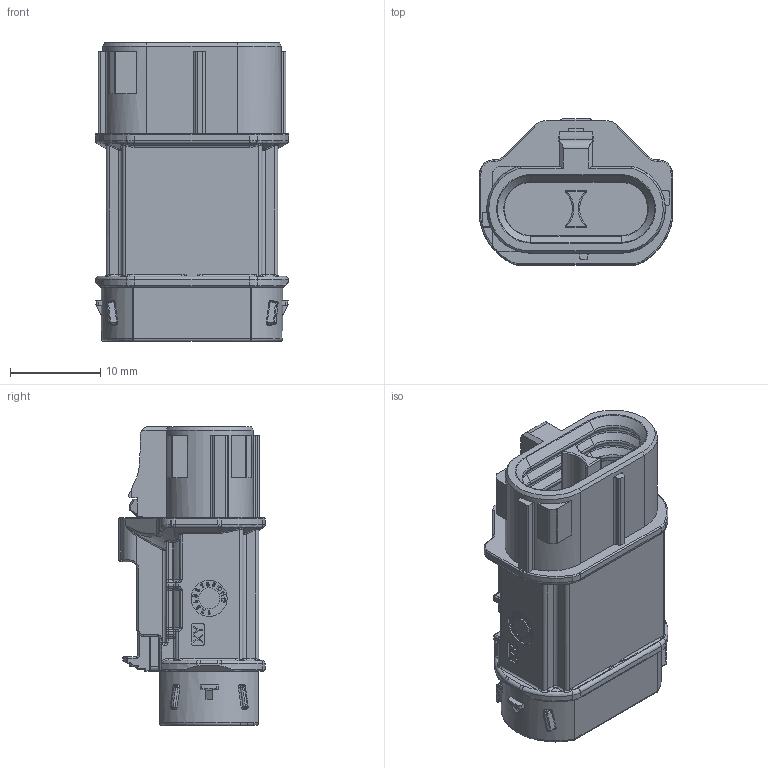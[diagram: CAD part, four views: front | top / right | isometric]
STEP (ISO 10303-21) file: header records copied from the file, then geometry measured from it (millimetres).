
FILE_DESCRIPTION(/* description */ (''),/* implementation_level */ '2;1');
FILE_NAME(/* name */ '35757595-CODE E.stp',/* time_stamp */ '2023-07-24T11:08:30+08:00',/* author */ (''),/* organization */ (''),/* preprocessor_version */ 'ST-DEVELOPER v16',/* originating_system */ 'SIEMENS PLM Software NX 11.0',/* authorisation */ '');
FILE_SCHEMA (('AUTOMOTIVE_DESIGN { 1 0 10303 214 3 1 1 1 }'));
Length unit declared in the file: millimetre
Products named in the file (1): 35757595-CODE E
Bounding box: 21.4 x 16.2 x 33.15 mm (x, y, z)
Volume: 5188.4 mm3; surface area: 3606.5 mm2
Topology: 1 solids, 1 shells, 1469 faces, 3600 edges, 2122 vertices
Faces by surface type: plane 514, cylinder 452, bspline 229, torus 125, sphere 71, extrusion 38, revolution 22, cone 18
Full cylindrical faces by diameter (mm): 0.36 x2, 2.333 x1, 4 x1
Entity records: 56169 total; most frequent: CARTESIAN_POINT 12686, ORIENTED_EDGE 7054, DIRECTION 6823, EDGE_CURVE 3527, AXIS2_PLACEMENT_3D 2514, VERTEX_POINT 2121, VECTOR 1773, LINE 1735
